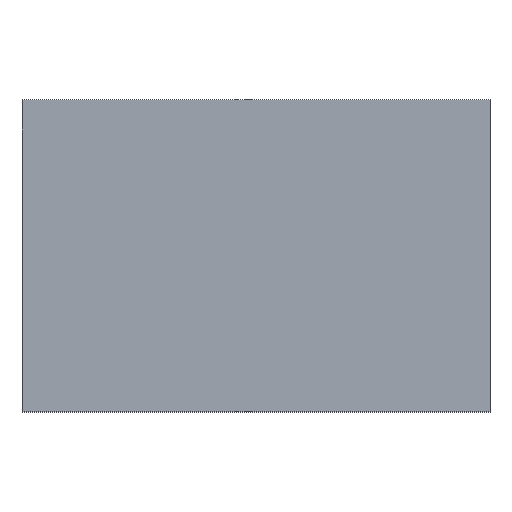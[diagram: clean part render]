
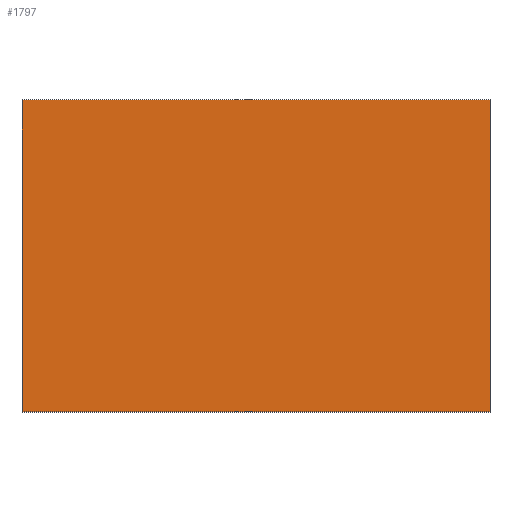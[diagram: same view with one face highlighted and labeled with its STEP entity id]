
A CAD part, top view. The second image highlights one B-rep face of the part: STEP entity #1797.
In plain terms, the highlighted planar face has unit normal (0, 0, 1).
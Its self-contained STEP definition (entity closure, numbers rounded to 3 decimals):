
#155=FACE_OUTER_BOUND('',#259,.T.);
#259=EDGE_LOOP('',(#1423,#1424,#1425,#1426));
#416=LINE('',#2812,#622);
#419=LINE('',#2817,#625);
#421=LINE('',#2821,#627);
#423=LINE('',#2824,#629);
#622=VECTOR('',#2276,10.);
#625=VECTOR('',#2281,10.);
#627=VECTOR('',#2285,10.);
#629=VECTOR('',#2289,10.);
#813=VERTEX_POINT('',#2810);
#814=VERTEX_POINT('',#2811);
#815=VERTEX_POINT('',#2816);
#816=VERTEX_POINT('',#2820);
#1026=EDGE_CURVE('',#813,#814,#416,.T.);
#1029=EDGE_CURVE('',#814,#815,#419,.T.);
#1031=EDGE_CURVE('',#815,#816,#421,.T.);
#1033=EDGE_CURVE('',#816,#813,#423,.T.);
#1423=ORIENTED_EDGE('',*,*,#1031,.F.);
#1424=ORIENTED_EDGE('',*,*,#1029,.F.);
#1425=ORIENTED_EDGE('',*,*,#1026,.F.);
#1426=ORIENTED_EDGE('',*,*,#1033,.F.);
#1707=PLANE('',#1953);
#1797=ADVANCED_FACE('',(#155),#1707,.T.);
#1953=AXIS2_PLACEMENT_3D('',#2826,#2292,#2293);
#2276=DIRECTION('',(0.,-1.,0.));
#2281=DIRECTION('',(-1.,0.,0.));
#2285=DIRECTION('',(0.,1.,0.));
#2289=DIRECTION('',(1.,0.,0.));
#2292=DIRECTION('center_axis',(0.,0.,1.));
#2293=DIRECTION('ref_axis',(1.,0.,0.));
#2810=CARTESIAN_POINT('',(1.5,1.,0.75));
#2811=CARTESIAN_POINT('',(1.5,-1.,0.75));
#2812=CARTESIAN_POINT('',(1.5,-0.5,0.75));
#2816=CARTESIAN_POINT('',(-1.5,-1.,0.75));
#2817=CARTESIAN_POINT('',(-0.75,-1.,0.75));
#2820=CARTESIAN_POINT('',(-1.5,1.,0.75));
#2821=CARTESIAN_POINT('',(-1.5,0.5,0.75));
#2824=CARTESIAN_POINT('',(0.75,1.,0.75));
#2826=CARTESIAN_POINT('Origin',(0.,0.,0.75));
